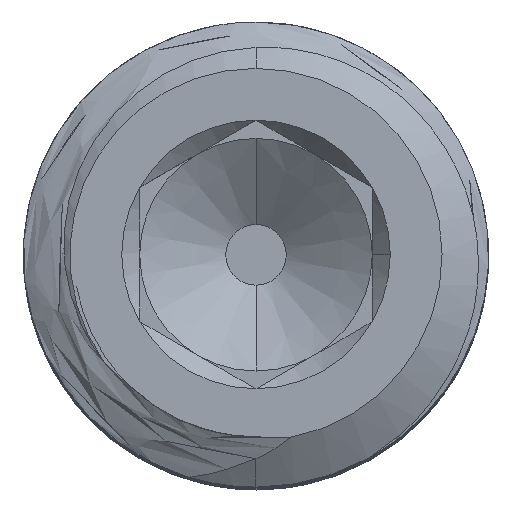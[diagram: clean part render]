
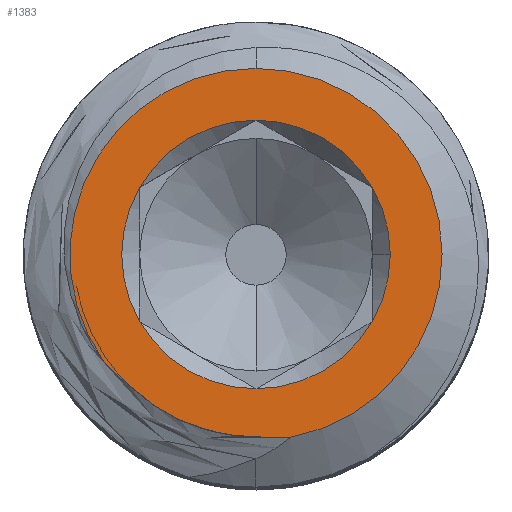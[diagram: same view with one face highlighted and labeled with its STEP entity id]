
A CAD part, top view. The second image highlights one B-rep face of the part: STEP entity #1383.
In plain terms, the highlighted planar face has unit normal (0, 0, 1).
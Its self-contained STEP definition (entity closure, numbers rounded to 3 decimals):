
#31 = CARTESIAN_POINT ( 'NONE',  ( 0., 0., 6. ) ) ;
#49 = DIRECTION ( 'NONE',  ( 1., 0., 0. ) ) ;
#114 = PLANE ( 'NONE',  #244 ) ;
#158 = VERTEX_POINT ( 'NONE', #4692 ) ;
#244 = AXIS2_PLACEMENT_3D ( 'NONE', #929, #2938, #2132 ) ;
#254 = CARTESIAN_POINT ( 'NONE',  ( -0.982, -0.689, 6. ) ) ;
#407 = EDGE_CURVE ( 'NONE', #3975, #2235, #2643, .T. ) ;
#445 = DIRECTION ( 'NONE',  ( 0., 0., 1. ) ) ;
#532 = EDGE_CURVE ( 'NONE', #2372, #3242, #4499, .T. ) ;
#548 = ORIENTED_EDGE ( 'NONE', *, *, #2255, .F. ) ;
#563 = AXIS2_PLACEMENT_3D ( 'NONE', #5000, #1453, #656 ) ;
#595 = CARTESIAN_POINT ( 'NONE',  ( -0.823, -0.839, 6. ) ) ;
#634 = CARTESIAN_POINT ( 'NONE',  ( 0.151, -1.184, 6. ) ) ;
#656 = DIRECTION ( 'NONE',  ( 1., 0., 0. ) ) ;
#692 = CARTESIAN_POINT ( 'NONE',  ( 0., -1.175, 6. ) ) ;
#777 = CARTESIAN_POINT ( 'NONE',  ( 0.866, 0., 6. ) ) ;
#824 = CIRCLE ( 'NONE', #2585, 0.866 ) ;
#929 = CARTESIAN_POINT ( 'NONE',  ( 0., 0., 6. ) ) ;
#998 = CARTESIAN_POINT ( 'NONE',  ( -0.714, -0.946, 6. ) ) ;
#1037 = AXIS2_PLACEMENT_3D ( 'NONE', #2658, #4589, #2672 ) ;
#1039 = CARTESIAN_POINT ( 'NONE',  ( -0.934, -0.744, 6. ) ) ;
#1087 = CARTESIAN_POINT ( 'NONE',  ( -0.153, -1.175, 6. ) ) ;
#1155 = FACE_BOUND ( 'NONE', #4690, .T. ) ;
#1171 = ORIENTED_EDGE ( 'NONE', *, *, #4821, .F. ) ;
#1183 = ORIENTED_EDGE ( 'NONE', *, *, #1610, .T. ) ;
#1189 = VERTEX_POINT ( 'NONE', #3610 ) ;
#1250 = AXIS2_PLACEMENT_3D ( 'NONE', #3651, #3608, #2043 ) ;
#1261 = DIRECTION ( 'NONE',  ( 1., 0., 0. ) ) ;
#1371 = AXIS2_PLACEMENT_3D ( 'NONE', #2845, #445, #1261 ) ;
#1383 = ADVANCED_FACE ( 'NONE', ( #1155, #2476 ), #114, .T. ) ;
#1391 = DIRECTION ( 'NONE',  ( 0., 0., -1. ) ) ;
#1428 = VERTEX_POINT ( 'NONE', #1770 ) ;
#1440 = AXIS2_PLACEMENT_3D ( 'NONE', #3258, #1665, #49 ) ;
#1453 = DIRECTION ( 'NONE',  ( 0., 0., 1. ) ) ;
#1610 = EDGE_CURVE ( 'NONE', #3604, #1428, #2362, .T. ) ;
#1665 = DIRECTION ( 'NONE',  ( 0., 0., 1. ) ) ;
#1683 = EDGE_CURVE ( 'NONE', #2235, #3604, #3857, .T. ) ;
#1770 = CARTESIAN_POINT ( 'NONE',  ( 0.225, -1.179, 6. ) ) ;
#1820 = CARTESIAN_POINT ( 'NONE',  ( 0.75, -0.433, 6. ) ) ;
#1844 = DIRECTION ( 'NONE',  ( 0., 1., 0. ) ) ;
#2043 = DIRECTION ( 'NONE',  ( 0., 1., 0. ) ) ;
#2045 = ORIENTED_EDGE ( 'NONE', *, *, #3767, .F. ) ;
#2087 = DIRECTION ( 'NONE',  ( 0., 0., 1. ) ) ;
#2118 = VERTEX_POINT ( 'NONE', #3960 ) ;
#2124 = CARTESIAN_POINT ( 'NONE',  ( 0., 0.866, 6. ) ) ;
#2132 = DIRECTION ( 'NONE',  ( 0., -1., 0. ) ) ;
#2190 = VERTEX_POINT ( 'NONE', #2124 ) ;
#2202 = ORIENTED_EDGE ( 'NONE', *, *, #3499, .F. ) ;
#2235 = VERTEX_POINT ( 'NONE', #4883 ) ;
#2255 = EDGE_CURVE ( 'NONE', #3242, #1189, #4608, .T. ) ;
#2314 = CARTESIAN_POINT ( 'NONE',  ( 0., -1.175, 6. ) ) ;
#2362 = B_SPLINE_CURVE_WITH_KNOTS ( 'NONE', 3,
 ( #4993, #4181, #634, #3402 ),
 .UNSPECIFIED., .F., .F.,
 ( 4, 4 ),
 ( 0., 0. ),
 .UNSPECIFIED. ) ;
#2372 = VERTEX_POINT ( 'NONE', #1820 ) ;
#2476 = FACE_OUTER_BOUND ( 'NONE', #3718, .T. ) ;
#2575 = CARTESIAN_POINT ( 'NONE',  ( -0.75, 0.433, 6. ) ) ;
#2585 = AXIS2_PLACEMENT_3D ( 'NONE', #2750, #3140, #2765 ) ;
#2643 = B_SPLINE_CURVE_WITH_KNOTS ( 'NONE', 3,
 ( #254, #1039, #2991, #595 ),
 .UNSPECIFIED., .F., .F.,
 ( 4, 4 ),
 ( 0., 0.001 ),
 .UNSPECIFIED. ) ;
#2644 = CIRCLE ( 'NONE', #3688, 1.2 ) ;
#2658 = CARTESIAN_POINT ( 'NONE',  ( 0., 0., 6. ) ) ;
#2672 = DIRECTION ( 'NONE',  ( 1., 0., 0. ) ) ;
#2750 = CARTESIAN_POINT ( 'NONE',  ( 0., 0., 6. ) ) ;
#2765 = DIRECTION ( 'NONE',  ( 1., 0., 0. ) ) ;
#2821 = DIRECTION ( 'NONE',  ( 1., 0., 0. ) ) ;
#2834 = CIRCLE ( 'NONE', #563, 0.866 ) ;
#2845 = CARTESIAN_POINT ( 'NONE',  ( 0., 0., 6. ) ) ;
#2928 = ORIENTED_EDGE ( 'NONE', *, *, #532, .F. ) ;
#2938 = DIRECTION ( 'NONE',  ( 0., 0., 1. ) ) ;
#2991 = CARTESIAN_POINT ( 'NONE',  ( -0.881, -0.794, 6. ) ) ;
#3117 = CARTESIAN_POINT ( 'NONE',  ( -0.585, -1.03, 6. ) ) ;
#3140 = DIRECTION ( 'NONE',  ( 0., 0., 1. ) ) ;
#3225 = ORIENTED_EDGE ( 'NONE', *, *, #3368, .F. ) ;
#3230 = DIRECTION ( 'NONE',  ( 1., 0., 0. ) ) ;
#3242 = VERTEX_POINT ( 'NONE', #777 ) ;
#3258 = CARTESIAN_POINT ( 'NONE',  ( 0., 0., 6. ) ) ;
#3266 = CARTESIAN_POINT ( 'NONE',  ( 0., 0., 6. ) ) ;
#3311 = AXIS2_PLACEMENT_3D ( 'NONE', #31, #4766, #2821 ) ;
#3368 = EDGE_CURVE ( 'NONE', #1189, #2190, #3936, .T. ) ;
#3389 = CARTESIAN_POINT ( 'NONE',  ( 0., 0., 6. ) ) ;
#3402 = CARTESIAN_POINT ( 'NONE',  ( 0.225, -1.179, 6. ) ) ;
#3456 = CARTESIAN_POINT ( 'NONE',  ( -0.304, -1.145, 6. ) ) ;
#3499 = EDGE_CURVE ( 'NONE', #4802, #1428, #2644, .T. ) ;
#3604 = VERTEX_POINT ( 'NONE', #692 ) ;
#3608 = DIRECTION ( 'NONE',  ( 0., 0., -1. ) ) ;
#3610 = CARTESIAN_POINT ( 'NONE',  ( 0.75, 0.433, 6. ) ) ;
#3651 = CARTESIAN_POINT ( 'NONE',  ( 0., 0., 6. ) ) ;
#3659 = ORIENTED_EDGE ( 'NONE', *, *, #407, .T. ) ;
#3662 = EDGE_CURVE ( 'NONE', #158, #2372, #2834, .T. ) ;
#3688 = AXIS2_PLACEMENT_3D ( 'NONE', #3389, #1391, #1844 ) ;
#3718 = EDGE_LOOP ( 'NONE', ( #3757, #3659, #4817, #1183, #2202 ) ) ;
#3757 = ORIENTED_EDGE ( 'NONE', *, *, #4924, .F. ) ;
#3767 = EDGE_CURVE ( 'NONE', #2118, #158, #4300, .T. ) ;
#3857 = B_SPLINE_CURVE_WITH_KNOTS ( 'NONE', 3,
 ( #5010, #998, #3117, #3456, #1087, #2314 ),
 .UNSPECIFIED., .F., .F.,
 ( 4, 2, 4 ),
 ( 0., 0., 0.001 ),
 .UNSPECIFIED. ) ;
#3860 = CIRCLE ( 'NONE', #1440, 0.866 ) ;
#3922 = CIRCLE ( 'NONE', #1250, 1.2 ) ;
#3936 = CIRCLE ( 'NONE', #5019, 0.866 ) ;
#3960 = CARTESIAN_POINT ( 'NONE',  ( -0.75, -0.433, 6. ) ) ;
#3975 = VERTEX_POINT ( 'NONE', #5012 ) ;
#4099 = ORIENTED_EDGE ( 'NONE', *, *, #4653, .F. ) ;
#4181 = CARTESIAN_POINT ( 'NONE',  ( 0.076, -1.183, 6. ) ) ;
#4300 = CIRCLE ( 'NONE', #1037, 0.866 ) ;
#4405 = CARTESIAN_POINT ( 'NONE',  ( 0., 1.2, 6. ) ) ;
#4499 = CIRCLE ( 'NONE', #3311, 0.866 ) ;
#4589 = DIRECTION ( 'NONE',  ( 0., 0., 1. ) ) ;
#4608 = CIRCLE ( 'NONE', #1371, 0.866 ) ;
#4629 = ORIENTED_EDGE ( 'NONE', *, *, #3662, .F. ) ;
#4653 = EDGE_CURVE ( 'NONE', #2190, #5008, #824, .T. ) ;
#4690 = EDGE_LOOP ( 'NONE', ( #4629, #2045, #1171, #4099, #3225, #548, #2928 ) ) ;
#4692 = CARTESIAN_POINT ( 'NONE',  ( 0., -0.866, 6. ) ) ;
#4766 = DIRECTION ( 'NONE',  ( 0., 0., 1. ) ) ;
#4802 = VERTEX_POINT ( 'NONE', #4405 ) ;
#4817 = ORIENTED_EDGE ( 'NONE', *, *, #1683, .T. ) ;
#4821 = EDGE_CURVE ( 'NONE', #5008, #2118, #3860, .T. ) ;
#4883 = CARTESIAN_POINT ( 'NONE',  ( -0.823, -0.839, 6. ) ) ;
#4924 = EDGE_CURVE ( 'NONE', #3975, #4802, #3922, .T. ) ;
#4993 = CARTESIAN_POINT ( 'NONE',  ( 0., -1.175, 6. ) ) ;
#5000 = CARTESIAN_POINT ( 'NONE',  ( 0., 0., 6. ) ) ;
#5008 = VERTEX_POINT ( 'NONE', #2575 ) ;
#5010 = CARTESIAN_POINT ( 'NONE',  ( -0.823, -0.839, 6. ) ) ;
#5012 = CARTESIAN_POINT ( 'NONE',  ( -0.982, -0.689, 6. ) ) ;
#5019 = AXIS2_PLACEMENT_3D ( 'NONE', #3266, #2087, #3230 ) ;
